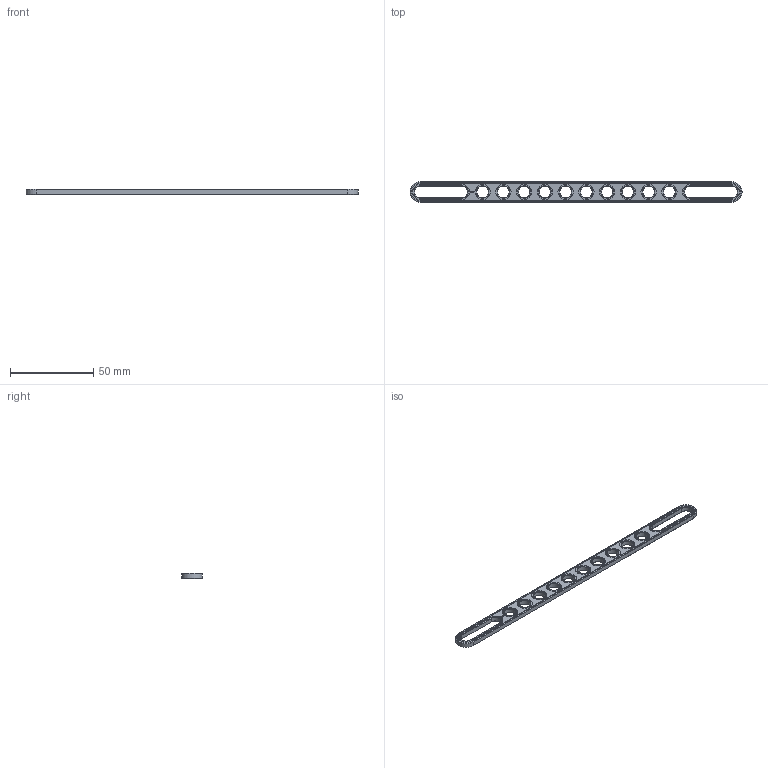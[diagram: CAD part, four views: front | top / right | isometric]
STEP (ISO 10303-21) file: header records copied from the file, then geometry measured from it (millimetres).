
FILE_DESCRIPTION(('FreeCAD Model'),'2;1');
FILE_NAME('Open CASCADE Shape Model','2023-01-08T23:25:19',(''),(''), 'Open CASCADE STEP processor 7.6','FreeCAD','Unknown');
FILE_SCHEMA(('AUTOMOTIVE_DESIGN { 1 0 10303 214 1 1 1 1 }'));
Length unit declared in the file: millimetre
Products named in the file (1): Brace STR SLT BE ERR BU16x01x00.25x03 - SPN-BRC-0336 (stemfie.org)
Bounding box: 200 x 12.5 x 3.12 mm (x, y, z)
Volume: 4948.7 mm3; surface area: 5642 mm2
Topology: 1 solids, 1 shells, 661 faces, 1805 edges, 1192 vertices
Faces by surface type: plane 351, extrusion 246, cone 32, cylinder 32
Full cylindrical faces by diameter (mm): 7 x10, 9.2 x10
Entity records: 46143 total; most frequent: CARTESIAN_POINT 11876, DIRECTION 5351, VECTOR 4249, LINE 4003, ORIENTED_EDGE 3610, PCURVE 3610, DEFINITIONAL_REPRESENTATION 3610, EDGE_CURVE 1805
